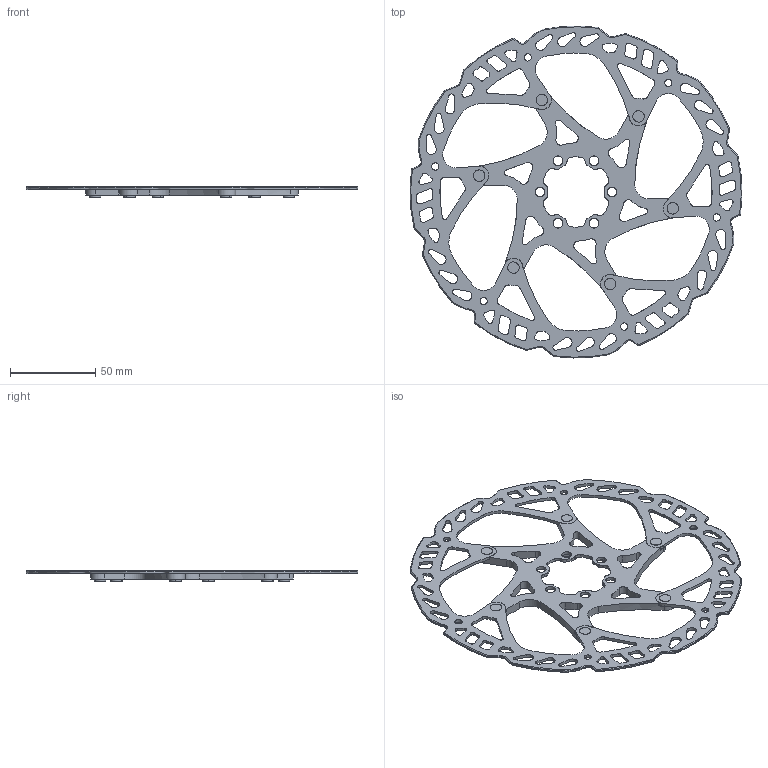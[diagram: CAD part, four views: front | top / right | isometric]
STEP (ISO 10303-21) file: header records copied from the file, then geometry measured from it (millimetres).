
FILE_DESCRIPTION(('FreeCAD Model'),'2;1');
FILE_NAME('Open CASCADE Shape Model','2025-05-04T20:50:30',('FreeCAD'),( 'FreeCAD'),'Open CASCADE STEP processor 7.6','FreeCAD','Unknown');
FILE_SCHEMA(('AUTOMOTIVE_DESIGN { 1 0 10303 214 1 1 1 1 }'));
Length unit declared in the file: millimetre
Products named in the file (1): Open CASCADE STEP translator 7.6 1
Bounding box: 194.27 x 194.27 x 6.41 mm (x, y, z)
Volume: 34446.1 mm3; surface area: 38268.4 mm2
Topology: 8 solids, 8 shells, 787 faces, 2130 edges, 1372 vertices
Faces by surface type: bspline 787
Entity records: 23948 total; most frequent: CARTESIAN_POINT 12529, ORIENTED_EDGE 4260, EDGE_CURVE 2130, VERTEX_POINT 1372, FACE_BOUND 948, EDGE_LOOP 948, B_SPLINE_CURVE_WITH_KNOTS 860, ADVANCED_FACE 787
